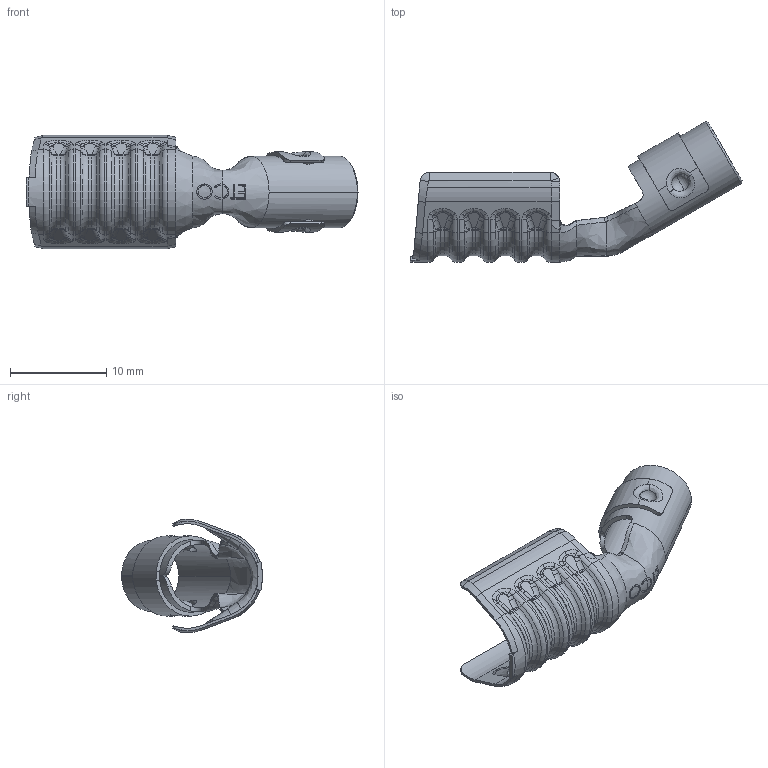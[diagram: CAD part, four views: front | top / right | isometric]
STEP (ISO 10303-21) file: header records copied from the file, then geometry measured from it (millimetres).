
FILE_DESCRIPTION (( 'STEP AP203' ), '1' );
FILE_NAME ('SP260-150.STEP', '2019-11-06T13:00:48', ( 'tempuser' ), ( 'Microsoft' ), 'SwSTEP 2.0', 'SolidWorks 2019', '' );
FILE_SCHEMA (( 'CONFIG_CONTROL_DESIGN' ));
Length unit declared in the file: inch
Products named in the file (3): SCA570 expanded for mating_SCA570; SP98-150 SP260-150_SP98-150 without carrier; SP260-150
Assembly tree (2 placements, depth 2):
  SP260-150
    SCA570 expanded for mating_SCA570
    SP98-150 SP260-150_SP98-150 without carrier
Bounding box: 34.44 x 14.61 x 11.76 mm (x, y, z)
Volume: 321.1 mm3; surface area: 1618.7 mm2
Topology: 2 solids, 2 shells, 515 faces, 1318 edges, 811 vertices
Faces by surface type: bspline 255, cylinder 114, plane 91, sphere 24, torus 16, cone 15
Entity records: 27261 total; most frequent: CARTESIAN_POINT 16397, ORIENTED_EDGE 2636, DIRECTION 1632, EDGE_CURVE 1318, VERTEX_POINT 811, AXIS2_PLACEMENT_3D 647, B_SPLINE_CURVE_WITH_KNOTS 539, EDGE_LOOP 523
